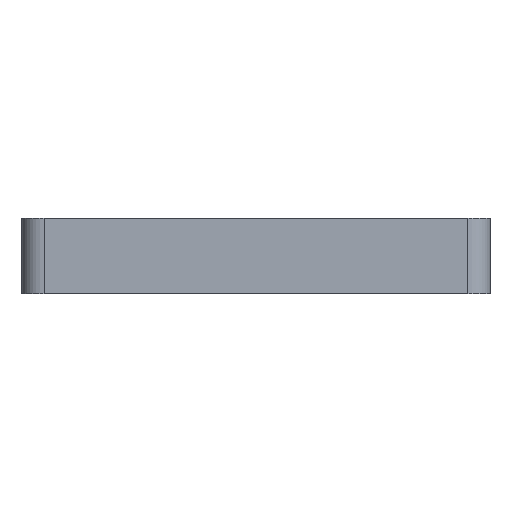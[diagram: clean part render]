
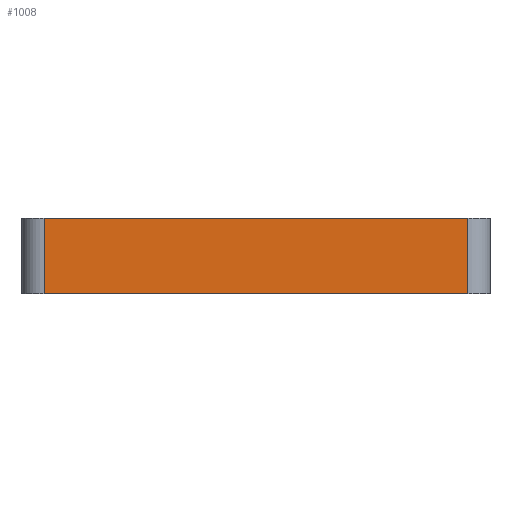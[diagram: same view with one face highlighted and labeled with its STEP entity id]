
A CAD part, left-side view. The second image highlights one B-rep face of the part: STEP entity #1008.
In plain terms, the highlighted planar face has unit normal (-1, 0, 0).
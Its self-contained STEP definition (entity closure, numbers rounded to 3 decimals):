
#64 = FACE_OUTER_BOUND ( 'NONE', #412, .T. ) ;
#105 = LINE ( 'NONE', #720, #505 ) ;
#111 = CARTESIAN_POINT ( 'NONE',  ( 646.747, 347.298, 5.85 ) ) ;
#141 = CARTESIAN_POINT ( 'NONE',  ( 646.747, 347.298, 0. ) ) ;
#142 = CARTESIAN_POINT ( 'NONE',  ( 646.747, 314.233, 5.85 ) ) ;
#233 = PLANE ( 'NONE',  #656 ) ;
#329 = ORIENTED_EDGE ( 'NONE', *, *, #1072, .T. ) ;
#345 = DIRECTION ( 'NONE',  ( 0., 0., -1. ) ) ;
#412 = EDGE_LOOP ( 'NONE', ( #1280, #784, #986, #329 ) ) ;
#426 = LINE ( 'NONE', #141, #587 ) ;
#505 = VECTOR ( 'NONE', #632, 1000. ) ;
#580 = EDGE_CURVE ( 'NONE', #585, #820, #426, .T. ) ;
#585 = VERTEX_POINT ( 'NONE', #816 ) ;
#587 = VECTOR ( 'NONE', #921, 1000. ) ;
#632 = DIRECTION ( 'NONE',  ( 0., -1., 0. ) ) ;
#656 = AXIS2_PLACEMENT_3D ( 'NONE', #762, #779, #345 ) ;
#687 = LINE ( 'NONE', #142, #1033 ) ;
#720 = CARTESIAN_POINT ( 'NONE',  ( 646.747, 347.298, 5.85 ) ) ;
#762 = CARTESIAN_POINT ( 'NONE',  ( 646.747, 347.298, 5.85 ) ) ;
#779 = DIRECTION ( 'NONE',  ( 1., 0., 0. ) ) ;
#784 = ORIENTED_EDGE ( 'NONE', *, *, #1272, .F. ) ;
#816 = CARTESIAN_POINT ( 'NONE',  ( 646.747, 347.298, 0. ) ) ;
#820 = VERTEX_POINT ( 'NONE', #938 ) ;
#921 = DIRECTION ( 'NONE',  ( 0., -1., 0. ) ) ;
#938 = CARTESIAN_POINT ( 'NONE',  ( 646.747, 314.233, 0. ) ) ;
#986 = ORIENTED_EDGE ( 'NONE', *, *, #1337, .F. ) ;
#1003 = LINE ( 'NONE', #111, #1236 ) ;
#1008 = ADVANCED_FACE ( 'NONE', ( #64 ), #233, .F. ) ;
#1033 = VECTOR ( 'NONE', #1152, 1000. ) ;
#1035 = CARTESIAN_POINT ( 'NONE',  ( 646.747, 314.233, 5.85 ) ) ;
#1072 = EDGE_CURVE ( 'NONE', #1149, #585, #1003, .T. ) ;
#1149 = VERTEX_POINT ( 'NONE', #1225 ) ;
#1152 = DIRECTION ( 'NONE',  ( 0., 0., -1. ) ) ;
#1225 = CARTESIAN_POINT ( 'NONE',  ( 646.747, 347.298, 5.85 ) ) ;
#1236 = VECTOR ( 'NONE', #1286, 1000. ) ;
#1272 = EDGE_CURVE ( 'NONE', #1392, #820, #687, .T. ) ;
#1280 = ORIENTED_EDGE ( 'NONE', *, *, #580, .T. ) ;
#1286 = DIRECTION ( 'NONE',  ( 0., 0., -1. ) ) ;
#1337 = EDGE_CURVE ( 'NONE', #1149, #1392, #105, .T. ) ;
#1392 = VERTEX_POINT ( 'NONE', #1035 ) ;
